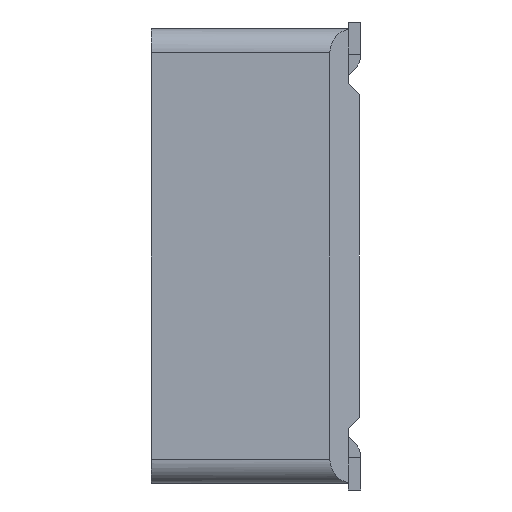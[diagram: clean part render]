
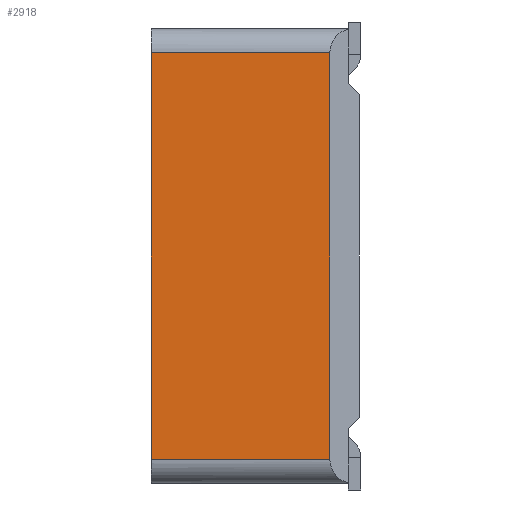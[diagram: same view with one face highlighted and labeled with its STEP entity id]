
A CAD part, left-side view. The second image highlights one B-rep face of the part: STEP entity #2918.
In plain terms, the highlighted planar face has unit normal (-1, 0, 0).
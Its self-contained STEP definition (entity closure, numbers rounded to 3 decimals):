
#61 = CARTESIAN_POINT ( 'NONE',  ( -1.7, 0.25, -1.65 ) ) ;
#309 = DIRECTION ( 'NONE',  ( 0., 1., 0. ) ) ;
#1894 = VECTOR ( 'NONE', #11311, 1000. ) ;
#2253 = EDGE_CURVE ( 'NONE', #2921, #4980, #7292, .T. ) ;
#2480 = LINE ( 'NONE', #6124, #8835 ) ;
#2918 = ADVANCED_FACE ( 'NONE', ( #4216 ), #9293, .F. ) ;
#2921 = VERTEX_POINT ( 'NONE', #13130 ) ;
#2945 = DIRECTION ( 'NONE',  ( 0., 0., -1. ) ) ;
#3250 = VECTOR ( 'NONE', #10951, 1000. ) ;
#4216 = FACE_OUTER_BOUND ( 'NONE', #7783, .T. ) ;
#4551 = CARTESIAN_POINT ( 'NONE',  ( -1.7, 1.7, 1.65 ) ) ;
#4581 = EDGE_CURVE ( 'NONE', #11857, #12832, #2480, .T. ) ;
#4616 = VECTOR ( 'NONE', #309, 1000. ) ;
#4980 = VERTEX_POINT ( 'NONE', #4551 ) ;
#5870 = ORIENTED_EDGE ( 'NONE', *, *, #13968, .T. ) ;
#6016 = CARTESIAN_POINT ( 'NONE',  ( -1.7, 1.7, 0. ) ) ;
#6124 = CARTESIAN_POINT ( 'NONE',  ( -1.7, 0.25, 0. ) ) ;
#7292 = LINE ( 'NONE', #6016, #3250 ) ;
#7783 = EDGE_LOOP ( 'NONE', ( #11767, #9735, #14424, #5870 ) ) ;
#8086 = LINE ( 'NONE', #12912, #4616 ) ;
#8214 = AXIS2_PLACEMENT_3D ( 'NONE', #15642, #14389, #2945 ) ;
#8274 = EDGE_CURVE ( 'NONE', #11857, #2921, #10126, .T. ) ;
#8835 = VECTOR ( 'NONE', #10487, 1000. ) ;
#9293 = PLANE ( 'NONE',  #8214 ) ;
#9735 = ORIENTED_EDGE ( 'NONE', *, *, #8274, .F. ) ;
#10126 = LINE ( 'NONE', #16306, #1894 ) ;
#10487 = DIRECTION ( 'NONE',  ( 0., 0., 1. ) ) ;
#10951 = DIRECTION ( 'NONE',  ( 0., 0., 1. ) ) ;
#11230 = CARTESIAN_POINT ( 'NONE',  ( -1.7, 0.25, 1.65 ) ) ;
#11311 = DIRECTION ( 'NONE',  ( 0., 1., 0. ) ) ;
#11767 = ORIENTED_EDGE ( 'NONE', *, *, #2253, .F. ) ;
#11857 = VERTEX_POINT ( 'NONE', #61 ) ;
#12832 = VERTEX_POINT ( 'NONE', #11230 ) ;
#12912 = CARTESIAN_POINT ( 'NONE',  ( -1.7, 1.7, 1.65 ) ) ;
#13130 = CARTESIAN_POINT ( 'NONE',  ( -1.7, 1.7, -1.65 ) ) ;
#13968 = EDGE_CURVE ( 'NONE', #12832, #4980, #8086, .T. ) ;
#14389 = DIRECTION ( 'NONE',  ( 1., 0., 0. ) ) ;
#14424 = ORIENTED_EDGE ( 'NONE', *, *, #4581, .T. ) ;
#15642 = CARTESIAN_POINT ( 'NONE',  ( -1.7, 1.7, 0. ) ) ;
#16306 = CARTESIAN_POINT ( 'NONE',  ( -1.7, 1.7, -1.65 ) ) ;
